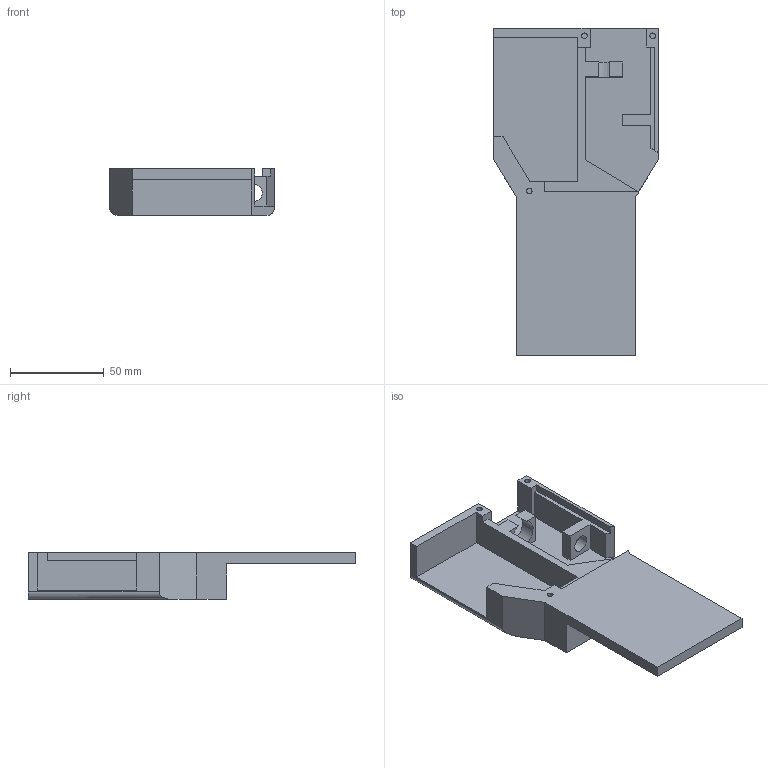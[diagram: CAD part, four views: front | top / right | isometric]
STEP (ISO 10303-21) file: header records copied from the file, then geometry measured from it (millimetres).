
FILE_DESCRIPTION(('FreeCAD Model'),'2;1');
FILE_NAME('Open CASCADE Shape Model','2025-02-22T14:58:03',(''),(''), 'Open CASCADE STEP processor 7.7','FreeCAD','Unknown');
FILE_SCHEMA(('AUTOMOTIVE_DESIGN { 1 0 10303 214 1 1 1 1 }'));
Length unit declared in the file: millimetre
Products named in the file (1): Down
Bounding box: 88 x 175 x 25 mm (x, y, z)
Volume: 123643.8 mm3; surface area: 41960.1 mm2
Topology: 1 solids, 1 shells, 53 faces, 145 edges, 97 vertices
Faces by surface type: plane 46, cylinder 7
Full cylindrical faces by diameter (mm): 3 x3, 9.1 x1
Entity records: 1689 total; most frequent: CARTESIAN_POINT 296, ORIENTED_EDGE 290, DIRECTION 269, EDGE_CURVE 145, LINE 129, VECTOR 129, VERTEX_POINT 97, AXIS2_PLACEMENT_3D 70
